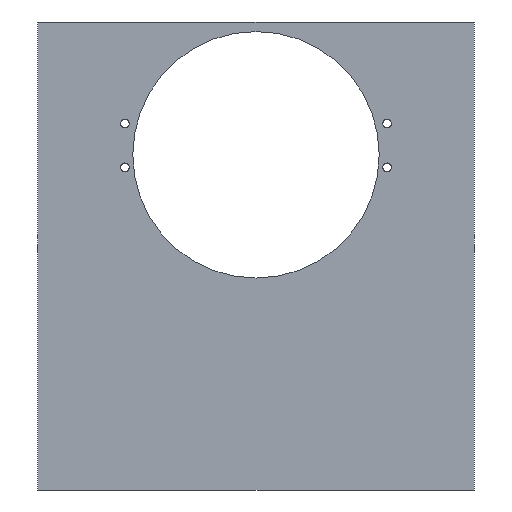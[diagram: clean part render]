
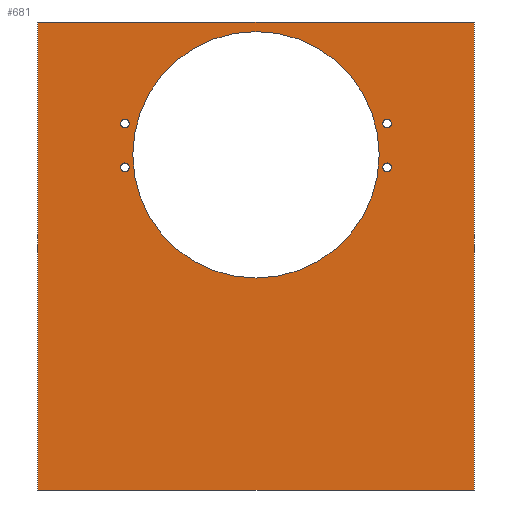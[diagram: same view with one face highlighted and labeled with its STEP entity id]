
A CAD part, front view. The second image highlights one B-rep face of the part: STEP entity #681.
In plain terms, the highlighted planar face has unit normal (0, -1, 0).
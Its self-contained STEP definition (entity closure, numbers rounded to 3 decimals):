
#13 = FACE_BOUND ( 'NONE', #204, .T. ) ;
#17 = FACE_BOUND ( 'NONE', #272, .T. ) ;
#23 = VECTOR ( 'NONE', #438, 1000. ) ;
#28 = DIRECTION ( 'NONE',  ( 0., 0., 1. ) ) ;
#29 = EDGE_CURVE ( 'NONE', #68, #616, #544, .T. ) ;
#30 = CARTESIAN_POINT ( 'NONE',  ( -42., 0., 11.375 ) ) ;
#33 = ORIENTED_EDGE ( 'NONE', *, *, #248, .F. ) ;
#35 = VERTEX_POINT ( 'NONE', #242 ) ;
#46 = VERTEX_POINT ( 'NONE', #499 ) ;
#50 = CARTESIAN_POINT ( 'NONE',  ( -70., 0., -107.434 ) ) ;
#52 = AXIS2_PLACEMENT_3D ( 'NONE', #622, #79, #192 ) ;
#61 = DIRECTION ( 'NONE',  ( 0., 0., 1. ) ) ;
#62 = EDGE_LOOP ( 'NONE', ( #510, #636 ) ) ;
#63 = CIRCLE ( 'NONE', #464, 1.375 ) ;
#64 = CARTESIAN_POINT ( 'NONE',  ( -42., 0., -4. ) ) ;
#68 = VERTEX_POINT ( 'NONE', #214 ) ;
#72 = CARTESIAN_POINT ( 'NONE',  ( -42., 0., -2.625 ) ) ;
#77 = VECTOR ( 'NONE', #231, 1000. ) ;
#78 = DIRECTION ( 'NONE',  ( 0., 0., 1. ) ) ;
#79 = DIRECTION ( 'NONE',  ( 0., -1., 0. ) ) ;
#84 = AXIS2_PLACEMENT_3D ( 'NONE', #458, #680, #132 ) ;
#85 = ORIENTED_EDGE ( 'NONE', *, *, #155, .F. ) ;
#98 = VECTOR ( 'NONE', #61, 1000. ) ;
#100 = LINE ( 'NONE', #543, #98 ) ;
#110 = VECTOR ( 'NONE', #647, 1000. ) ;
#119 = ORIENTED_EDGE ( 'NONE', *, *, #484, .F. ) ;
#120 = DIRECTION ( 'NONE',  ( 0., -1., 0. ) ) ;
#132 = DIRECTION ( 'NONE',  ( 0., 0., -1. ) ) ;
#135 = AXIS2_PLACEMENT_3D ( 'NONE', #244, #509, #407 ) ;
#148 = VERTEX_POINT ( 'NONE', #395 ) ;
#155 = EDGE_CURVE ( 'NONE', #502, #304, #358, .T. ) ;
#157 = CIRCLE ( 'NONE', #52, 1.375 ) ;
#162 = ORIENTED_EDGE ( 'NONE', *, *, #712, .F. ) ;
#175 = CARTESIAN_POINT ( 'NONE',  ( -70., 0., -107.434 ) ) ;
#178 = FACE_BOUND ( 'NONE', #286, .T. ) ;
#180 = ORIENTED_EDGE ( 'NONE', *, *, #595, .F. ) ;
#182 = CIRCLE ( 'NONE', #694, 1.375 ) ;
#184 = DIRECTION ( 'NONE',  ( 0., -1., 0. ) ) ;
#185 = EDGE_CURVE ( 'NONE', #377, #190, #157, .T. ) ;
#190 = VERTEX_POINT ( 'NONE', #72 ) ;
#192 = DIRECTION ( 'NONE',  ( 0., 0., -1. ) ) ;
#194 = AXIS2_PLACEMENT_3D ( 'NONE', #454, #184, #28 ) ;
#196 = AXIS2_PLACEMENT_3D ( 'NONE', #287, #565, #78 ) ;
#204 = EDGE_LOOP ( 'NONE', ( #666, #526 ) ) ;
#208 = ORIENTED_EDGE ( 'NONE', *, *, #29, .F. ) ;
#214 = CARTESIAN_POINT ( 'NONE',  ( -70., 0., 42.566 ) ) ;
#215 = AXIS2_PLACEMENT_3D ( 'NONE', #247, #684, #512 ) ;
#223 = EDGE_CURVE ( 'NONE', #613, #627, #385, .T. ) ;
#231 = DIRECTION ( 'NONE',  ( -1., 0., 0. ) ) ;
#234 = CARTESIAN_POINT ( 'NONE',  ( 42., 0., -2.625 ) ) ;
#236 = ORIENTED_EDGE ( 'NONE', *, *, #644, .F. ) ;
#242 = CARTESIAN_POINT ( 'NONE',  ( 42., 0., 11.375 ) ) ;
#244 = CARTESIAN_POINT ( 'NONE',  ( -42., 0., 10. ) ) ;
#245 = EDGE_CURVE ( 'NONE', #35, #650, #649, .T. ) ;
#247 = CARTESIAN_POINT ( 'NONE',  ( -42., 0., 10. ) ) ;
#248 = EDGE_CURVE ( 'NONE', #304, #502, #637, .T. ) ;
#260 = VERTEX_POINT ( 'NONE', #409 ) ;
#261 = EDGE_CURVE ( 'NONE', #148, #46, #396, .T. ) ;
#266 = CARTESIAN_POINT ( 'NONE',  ( -42., 0., 8.625 ) ) ;
#272 = EDGE_LOOP ( 'NONE', ( #430, #180 ) ) ;
#276 = CARTESIAN_POINT ( 'NONE',  ( 70., 0., -107.434 ) ) ;
#281 = CARTESIAN_POINT ( 'NONE',  ( 42., 0., -4. ) ) ;
#284 = FACE_BOUND ( 'NONE', #62, .T. ) ;
#286 = EDGE_LOOP ( 'NONE', ( #236, #414 ) ) ;
#287 = CARTESIAN_POINT ( 'NONE',  ( 0., 0., 0. ) ) ;
#293 = LINE ( 'NONE', #175, #77 ) ;
#296 = DIRECTION ( 'NONE',  ( 0., -1., 0. ) ) ;
#304 = VERTEX_POINT ( 'NONE', #30 ) ;
#315 = CIRCLE ( 'NONE', #359, 1.375 ) ;
#336 = CARTESIAN_POINT ( 'NONE',  ( 70., 0., 42.566 ) ) ;
#339 = AXIS2_PLACEMENT_3D ( 'NONE', #563, #572, #671 ) ;
#352 = CARTESIAN_POINT ( 'NONE',  ( 42., 0., 8.625 ) ) ;
#358 = CIRCLE ( 'NONE', #135, 1.375 ) ;
#359 = AXIS2_PLACEMENT_3D ( 'NONE', #281, #120, #406 ) ;
#377 = VERTEX_POINT ( 'NONE', #420 ) ;
#385 = CIRCLE ( 'NONE', #194, 1.375 ) ;
#387 = ORIENTED_EDGE ( 'NONE', *, *, #465, .F. ) ;
#395 = CARTESIAN_POINT ( 'NONE',  ( 0., 0., -39.5 ) ) ;
#396 = CIRCLE ( 'NONE', #84, 39.5 ) ;
#406 = DIRECTION ( 'NONE',  ( 0., 0., 1. ) ) ;
#407 = DIRECTION ( 'NONE',  ( 0., 0., -1. ) ) ;
#409 = CARTESIAN_POINT ( 'NONE',  ( 70., 0., -107.434 ) ) ;
#414 = ORIENTED_EDGE ( 'NONE', *, *, #245, .F. ) ;
#419 = EDGE_CURVE ( 'NONE', #46, #148, #428, .T. ) ;
#420 = CARTESIAN_POINT ( 'NONE',  ( -42., 0., -5.375 ) ) ;
#422 = EDGE_LOOP ( 'NONE', ( #387, #162, #119, #208 ) ) ;
#428 = CIRCLE ( 'NONE', #573, 39.5 ) ;
#430 = ORIENTED_EDGE ( 'NONE', *, *, #223, .F. ) ;
#438 = DIRECTION ( 'NONE',  ( 0., 0., -1. ) ) ;
#448 = DIRECTION ( 'NONE',  ( 0., -1., 0. ) ) ;
#451 = VERTEX_POINT ( 'NONE', #50 ) ;
#454 = CARTESIAN_POINT ( 'NONE',  ( 42., 0., -4. ) ) ;
#458 = CARTESIAN_POINT ( 'NONE',  ( 0., 0., 0. ) ) ;
#460 = FACE_OUTER_BOUND ( 'NONE', #422, .T. ) ;
#464 = AXIS2_PLACEMENT_3D ( 'NONE', #64, #296, #667 ) ;
#465 = EDGE_CURVE ( 'NONE', #451, #68, #100, .T. ) ;
#484 = EDGE_CURVE ( 'NONE', #616, #260, #555, .T. ) ;
#499 = CARTESIAN_POINT ( 'NONE',  ( 0., 0., 39.5 ) ) ;
#502 = VERTEX_POINT ( 'NONE', #266 ) ;
#509 = DIRECTION ( 'NONE',  ( 0., -1., 0. ) ) ;
#510 = ORIENTED_EDGE ( 'NONE', *, *, #185, .F. ) ;
#512 = DIRECTION ( 'NONE',  ( 0., 0., -1. ) ) ;
#518 = CARTESIAN_POINT ( 'NONE',  ( 42., 0., 10. ) ) ;
#520 = CARTESIAN_POINT ( 'NONE',  ( 0., 0., 0. ) ) ;
#526 = ORIENTED_EDGE ( 'NONE', *, *, #419, .F. ) ;
#543 = CARTESIAN_POINT ( 'NONE',  ( -70., 0., -107.434 ) ) ;
#544 = LINE ( 'NONE', #581, #110 ) ;
#555 = LINE ( 'NONE', #276, #23 ) ;
#561 = PLANE ( 'NONE',  #196 ) ;
#563 = CARTESIAN_POINT ( 'NONE',  ( 42., 0., 10. ) ) ;
#565 = DIRECTION ( 'NONE',  ( 0., 1., 0. ) ) ;
#567 = EDGE_LOOP ( 'NONE', ( #85, #33 ) ) ;
#572 = DIRECTION ( 'NONE',  ( 0., -1., 0. ) ) ;
#573 = AXIS2_PLACEMENT_3D ( 'NONE', #520, #646, #586 ) ;
#581 = CARTESIAN_POINT ( 'NONE',  ( -70., 0., 42.566 ) ) ;
#586 = DIRECTION ( 'NONE',  ( 0., 0., -1. ) ) ;
#595 = EDGE_CURVE ( 'NONE', #627, #613, #315, .T. ) ;
#613 = VERTEX_POINT ( 'NONE', #679 ) ;
#614 = FACE_BOUND ( 'NONE', #567, .T. ) ;
#616 = VERTEX_POINT ( 'NONE', #336 ) ;
#622 = CARTESIAN_POINT ( 'NONE',  ( -42., 0., -4. ) ) ;
#627 = VERTEX_POINT ( 'NONE', #234 ) ;
#629 = DIRECTION ( 'NONE',  ( 0., 0., 1. ) ) ;
#636 = ORIENTED_EDGE ( 'NONE', *, *, #698, .F. ) ;
#637 = CIRCLE ( 'NONE', #215, 1.375 ) ;
#644 = EDGE_CURVE ( 'NONE', #650, #35, #182, .T. ) ;
#646 = DIRECTION ( 'NONE',  ( 0., -1., 0. ) ) ;
#647 = DIRECTION ( 'NONE',  ( 1., 0., 0. ) ) ;
#649 = CIRCLE ( 'NONE', #339, 1.375 ) ;
#650 = VERTEX_POINT ( 'NONE', #352 ) ;
#666 = ORIENTED_EDGE ( 'NONE', *, *, #261, .F. ) ;
#667 = DIRECTION ( 'NONE',  ( 0., 0., -1. ) ) ;
#671 = DIRECTION ( 'NONE',  ( 0., 0., 1. ) ) ;
#679 = CARTESIAN_POINT ( 'NONE',  ( 42., 0., -5.375 ) ) ;
#680 = DIRECTION ( 'NONE',  ( 0., -1., 0. ) ) ;
#681 = ADVANCED_FACE ( 'NONE', ( #178, #17, #284, #614, #13, #460 ), #561, .F. ) ;
#684 = DIRECTION ( 'NONE',  ( 0., -1., 0. ) ) ;
#694 = AXIS2_PLACEMENT_3D ( 'NONE', #518, #448, #629 ) ;
#698 = EDGE_CURVE ( 'NONE', #190, #377, #63, .T. ) ;
#712 = EDGE_CURVE ( 'NONE', #260, #451, #293, .T. ) ;
